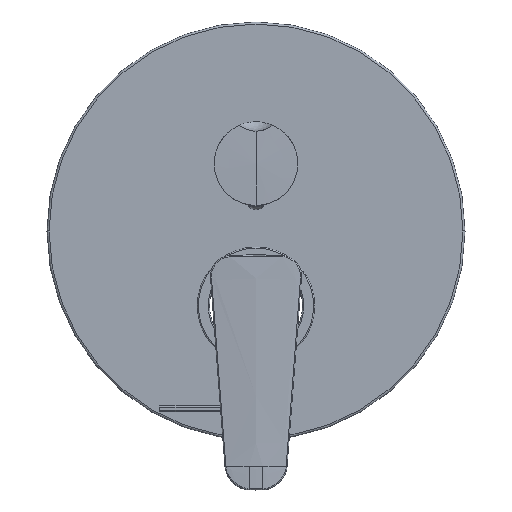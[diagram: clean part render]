
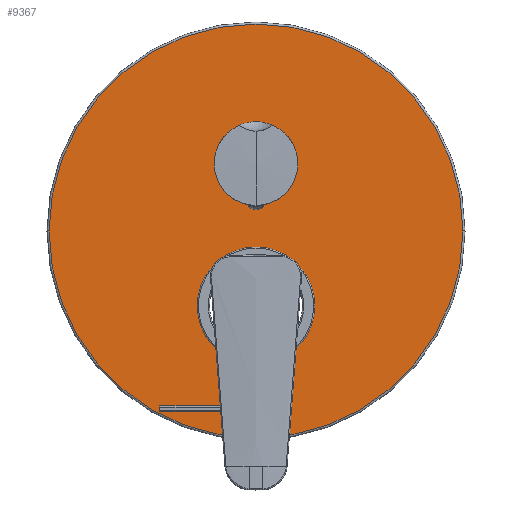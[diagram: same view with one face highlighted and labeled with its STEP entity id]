
A CAD part, top view. The second image highlights one B-rep face of the part: STEP entity #9367.
In plain terms, the highlighted face is planar.
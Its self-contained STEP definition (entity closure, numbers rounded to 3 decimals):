
#9079=CARTESIAN_POINT('',(0.,8.,0.));
#9080=DIRECTION('',(0.,1.,0.));
#9081=DIRECTION('',(1.,0.,0.));
#9082=AXIS2_PLACEMENT_3D('',#9079,#9080,#9081);
#9087=CARTESIAN_POINT('',(0.,8.,0.));
#9088=DIRECTION('',(0.,1.,0.));
#9089=DIRECTION('',(-1.,0.,0.));
#9090=AXIS2_PLACEMENT_3D('',#9087,#9088,#9089);
#9095=CARTESIAN_POINT('',(0.,8.,35.8));
#9096=DIRECTION('',(0.,1.,0.));
#9097=DIRECTION('',(1.,0.,0.));
#9098=AXIS2_PLACEMENT_3D('',#9095,#9096,#9097);
#9103=CARTESIAN_POINT('',(0.,8.,35.8));
#9104=DIRECTION('',(0.,1.,0.));
#9105=DIRECTION('',(-1.,0.,0.));
#9106=AXIS2_PLACEMENT_3D('',#9103,#9104,#9105);
#9111=CARTESIAN_POINT('',(0.,8.,-32.2));
#9112=DIRECTION('',(0.,1.,0.));
#9113=DIRECTION('',(1.,0.,0.));
#9114=AXIS2_PLACEMENT_3D('',#9111,#9112,#9113);
#9119=CARTESIAN_POINT('',(0.,8.,-32.2));
#9120=DIRECTION('',(0.,1.,0.));
#9121=DIRECTION('',(-1.,0.,0.));
#9122=AXIS2_PLACEMENT_3D('',#9119,#9120,#9121);
#9187=CARTESIAN_POINT('',(99.,8.,0.));
#9188=CARTESIAN_POINT('',(-99.,8.,0.));
#9189=VERTEX_POINT('',#9187);
#9190=VERTEX_POINT('',#9188);
#9207=CARTESIAN_POINT('',(25.,8.,35.8));
#9208=CARTESIAN_POINT('',(-25.,8.,35.8));
#9209=VERTEX_POINT('',#9207);
#9210=VERTEX_POINT('',#9208);
#9215=CARTESIAN_POINT('',(11.5,8.,-32.2));
#9216=CARTESIAN_POINT('',(-11.5,8.,-32.2));
#9217=VERTEX_POINT('',#9215);
#9218=VERTEX_POINT('',#9216);
#9345=CARTESIAN_POINT('',(0.,8.,0.));
#9346=DIRECTION('',(0.,-1.,0.));
#9347=DIRECTION('',(-1.,0.,0.));
#9348=AXIS2_PLACEMENT_3D('',#9345,#9346,#9347);
#9349=PLANE('',#9348);
#9350=ORIENTED_EDGE('',*,*,#9335,.F.);
#9352=ORIENTED_EDGE('',*,*,#9351,.F.);
#9353=EDGE_LOOP('',(#9350,#9352));
#9354=FACE_OUTER_BOUND('',#9353,.F.);
#9356=ORIENTED_EDGE('',*,*,#9355,.T.);
#9358=ORIENTED_EDGE('',*,*,#9357,.T.);
#9359=EDGE_LOOP('',(#9356,#9358));
#9360=FACE_BOUND('',#9359,.F.);
#9362=ORIENTED_EDGE('',*,*,#9361,.T.);
#9364=ORIENTED_EDGE('',*,*,#9363,.T.);
#9365=EDGE_LOOP('',(#9362,#9364));
#9366=FACE_BOUND('',#9365,.F.);
#9367=ADVANCED_FACE('',(#9354,#9360,#9366),#9349,.F.);
#9083=CIRCLE('',#9082,99.);
#9091=CIRCLE('',#9090,99.);
#9099=CIRCLE('',#9098,25.);
#9107=CIRCLE('',#9106,25.);
#9115=CIRCLE('',#9114,11.5);
#9123=CIRCLE('',#9122,11.5);
#9335=EDGE_CURVE('',#9189,#9190,#9083,.T.);
#9351=EDGE_CURVE('',#9190,#9189,#9091,.T.);
#9355=EDGE_CURVE('',#9209,#9210,#9099,.T.);
#9357=EDGE_CURVE('',#9210,#9209,#9107,.T.);
#9361=EDGE_CURVE('',#9217,#9218,#9115,.T.);
#9363=EDGE_CURVE('',#9218,#9217,#9123,.T.);
